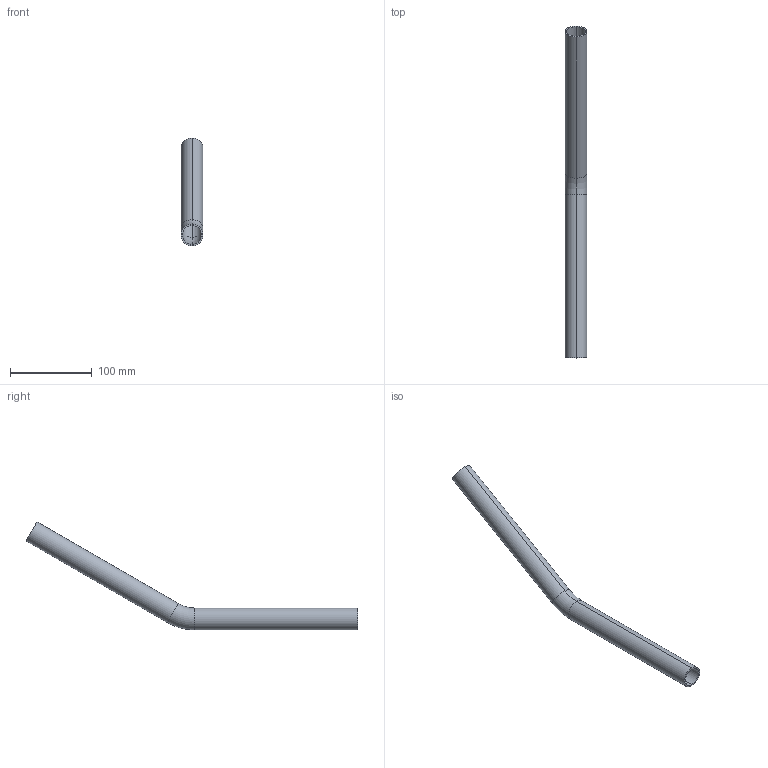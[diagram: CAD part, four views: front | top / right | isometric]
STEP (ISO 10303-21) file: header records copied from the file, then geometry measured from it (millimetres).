
FILE_DESCRIPTION (( 'STEP AP203' ), '1' );
FILE_NAME ('55110-030.STEP', '2016-12-06T10:12:58', ( '' ), ( '' ), 'SwSTEP 2.0', 'SolidWorks 2015', '' );
FILE_SCHEMA (( 'CONFIG_CONTROL_DESIGN' ));
Length unit declared in the file: millimetre
Products named in the file (1): 55110-030
Bounding box: 26.9 x 406.93 x 132.33 mm (x, y, z)
Volume: 67003.5 mm3; surface area: 67326.5 mm2
Topology: 1 solids, 1 shells, 227 faces, 598 edges, 396 vertices
Faces by surface type: bspline 105, plane 87, cylinder 31, torus 4
Entity records: 11578 total; most frequent: CARTESIAN_POINT 7018, ORIENTED_EDGE 1196, EDGE_CURVE 598, DIRECTION 484, VERTEX_POINT 396, B_SPLINE_CURVE_WITH_KNOTS 288, EDGE_LOOP 252, ADVANCED_FACE 227
